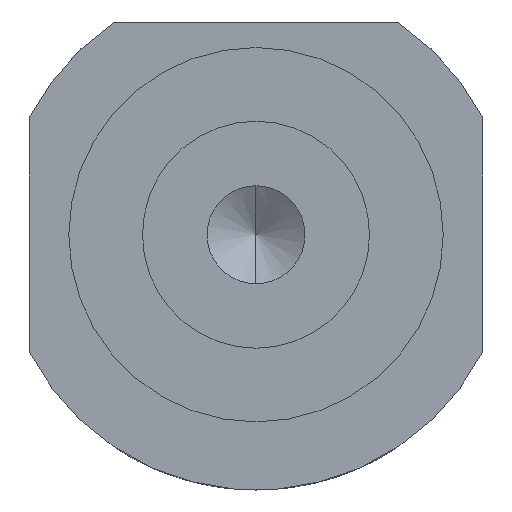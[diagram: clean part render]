
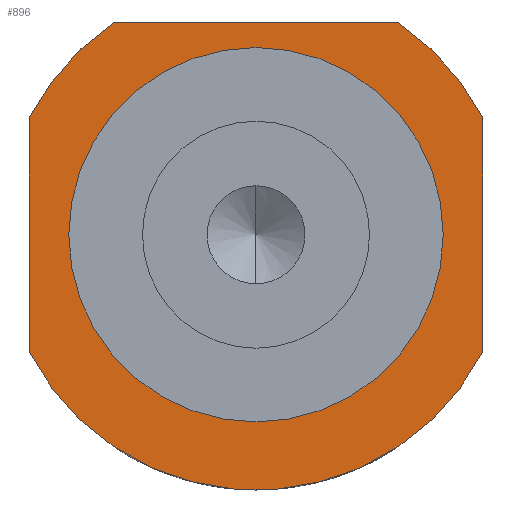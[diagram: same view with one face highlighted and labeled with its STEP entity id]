
A CAD part, left-side view. The second image highlights one B-rep face of the part: STEP entity #896.
In plain terms, the highlighted planar face has unit normal (-1, 0, 0).
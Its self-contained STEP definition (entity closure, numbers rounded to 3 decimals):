
#40 = LINE ( 'NONE', #495, #613 ) ;
#43 = CIRCLE ( 'NONE', #845, 9. ) ;
#50 = VERTEX_POINT ( 'NONE', #1012 ) ;
#59 = DIRECTION ( 'NONE',  ( 0., 0., 1. ) ) ;
#65 = EDGE_CURVE ( 'NONE', #50, #453, #304, .T. ) ;
#86 = CARTESIAN_POINT ( 'NONE',  ( -8., -4.975, 7.5 ) ) ;
#100 = AXIS2_PLACEMENT_3D ( 'NONE', #942, #510, #214 ) ;
#105 = DIRECTION ( 'NONE',  ( 0., 0., 1. ) ) ;
#125 = CARTESIAN_POINT ( 'NONE',  ( -8., -8., -4.123 ) ) ;
#137 = FACE_OUTER_BOUND ( 'NONE', #1100, .T. ) ;
#156 = ORIENTED_EDGE ( 'NONE', *, *, #924, .T. ) ;
#157 = CARTESIAN_POINT ( 'NONE',  ( -8., 0., 0. ) ) ;
#159 = EDGE_CURVE ( 'NONE', #915, #654, #553, .T. ) ;
#197 = VERTEX_POINT ( 'NONE', #680 ) ;
#214 = DIRECTION ( 'NONE',  ( 0., 0., 1. ) ) ;
#247 = ORIENTED_EDGE ( 'NONE', *, *, #561, .T. ) ;
#292 = AXIS2_PLACEMENT_3D ( 'NONE', #157, #794, #336 ) ;
#304 = CIRCLE ( 'NONE', #965, 9. ) ;
#306 = CARTESIAN_POINT ( 'NONE',  ( -8., 0., 0. ) ) ;
#312 = AXIS2_PLACEMENT_3D ( 'NONE', #961, #481, #392 ) ;
#322 = ORIENTED_EDGE ( 'NONE', *, *, #595, .F. ) ;
#327 = CIRCLE ( 'NONE', #100, 6.6 ) ;
#329 = EDGE_LOOP ( 'NONE', ( #322, #991 ) ) ;
#333 = PLANE ( 'NONE',  #851 ) ;
#336 = DIRECTION ( 'NONE',  ( 0., 0., 1. ) ) ;
#352 = VERTEX_POINT ( 'NONE', #86 ) ;
#392 = DIRECTION ( 'NONE',  ( 0., 0., 1. ) ) ;
#400 = DIRECTION ( 'NONE',  ( 0., -1., 0. ) ) ;
#412 = CARTESIAN_POINT ( 'NONE',  ( -8., 8., 4.123 ) ) ;
#429 = EDGE_CURVE ( 'NONE', #802, #197, #327, .T. ) ;
#441 = ORIENTED_EDGE ( 'NONE', *, *, #966, .F. ) ;
#453 = VERTEX_POINT ( 'NONE', #412 ) ;
#481 = DIRECTION ( 'NONE',  ( -1., 0., 0. ) ) ;
#495 = CARTESIAN_POINT ( 'NONE',  ( -8., 0., 7.5 ) ) ;
#502 = CARTESIAN_POINT ( 'NONE',  ( -8., 0., -0.75 ) ) ;
#510 = DIRECTION ( 'NONE',  ( -1., 0., 0. ) ) ;
#536 = ORIENTED_EDGE ( 'NONE', *, *, #65, .T. ) ;
#549 = VECTOR ( 'NONE', #105, 1000. ) ;
#553 = LINE ( 'NONE', #912, #549 ) ;
#555 = CIRCLE ( 'NONE', #312, 9. ) ;
#561 = EDGE_CURVE ( 'NONE', #1131, #915, #43, .T. ) ;
#587 = CIRCLE ( 'NONE', #292, 6.6 ) ;
#595 = EDGE_CURVE ( 'NONE', #197, #802, #587, .T. ) ;
#613 = VECTOR ( 'NONE', #400, 1000. ) ;
#624 = CARTESIAN_POINT ( 'NONE',  ( -8., 8., -4.123 ) ) ;
#654 = VERTEX_POINT ( 'NONE', #992 ) ;
#678 = CARTESIAN_POINT ( 'NONE',  ( -8., 0., -6.6 ) ) ;
#680 = CARTESIAN_POINT ( 'NONE',  ( -8., 0., 6.6 ) ) ;
#682 = DIRECTION ( 'NONE',  ( -1., 0., 0. ) ) ;
#687 = LINE ( 'NONE', #1049, #1123 ) ;
#691 = DIRECTION ( 'NONE',  ( -1., 0., 0. ) ) ;
#750 = ORIENTED_EDGE ( 'NONE', *, *, #938, .T. ) ;
#794 = DIRECTION ( 'NONE',  ( -1., 0., 0. ) ) ;
#799 = CARTESIAN_POINT ( 'NONE',  ( -8., 0., 0. ) ) ;
#802 = VERTEX_POINT ( 'NONE', #678 ) ;
#821 = DIRECTION ( 'NONE',  ( -1., 0., 0. ) ) ;
#845 = AXIS2_PLACEMENT_3D ( 'NONE', #799, #691, #964 ) ;
#851 = AXIS2_PLACEMENT_3D ( 'NONE', #502, #682, #59 ) ;
#874 = ORIENTED_EDGE ( 'NONE', *, *, #159, .T. ) ;
#896 = ADVANCED_FACE ( 'NONE', ( #1130, #137 ), #333, .T. ) ;
#912 = CARTESIAN_POINT ( 'NONE',  ( -8., -8., -0.75 ) ) ;
#915 = VERTEX_POINT ( 'NONE', #125 ) ;
#924 = EDGE_CURVE ( 'NONE', #453, #1131, #687, .T. ) ;
#927 = DIRECTION ( 'NONE',  ( 0., 0., 1. ) ) ;
#938 = EDGE_CURVE ( 'NONE', #654, #352, #555, .T. ) ;
#942 = CARTESIAN_POINT ( 'NONE',  ( -8., 0., 0. ) ) ;
#961 = CARTESIAN_POINT ( 'NONE',  ( -8., 0., 0. ) ) ;
#964 = DIRECTION ( 'NONE',  ( 0., 0., 1. ) ) ;
#965 = AXIS2_PLACEMENT_3D ( 'NONE', #306, #821, #927 ) ;
#966 = EDGE_CURVE ( 'NONE', #50, #352, #40, .T. ) ;
#991 = ORIENTED_EDGE ( 'NONE', *, *, #429, .F. ) ;
#992 = CARTESIAN_POINT ( 'NONE',  ( -8., -8., 4.123 ) ) ;
#1012 = CARTESIAN_POINT ( 'NONE',  ( -8., 4.975, 7.5 ) ) ;
#1049 = CARTESIAN_POINT ( 'NONE',  ( -8., 8., -0.75 ) ) ;
#1100 = EDGE_LOOP ( 'NONE', ( #247, #874, #750, #441, #536, #156 ) ) ;
#1123 = VECTOR ( 'NONE', #1124, 1000. ) ;
#1124 = DIRECTION ( 'NONE',  ( 0., 0., -1. ) ) ;
#1130 = FACE_BOUND ( 'NONE', #329, .T. ) ;
#1131 = VERTEX_POINT ( 'NONE', #624 ) ;
